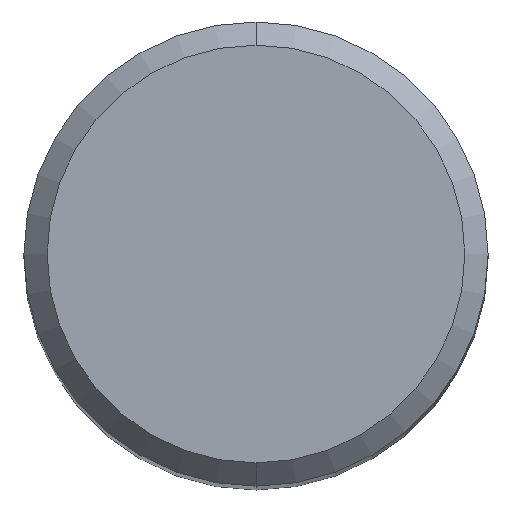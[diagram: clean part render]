
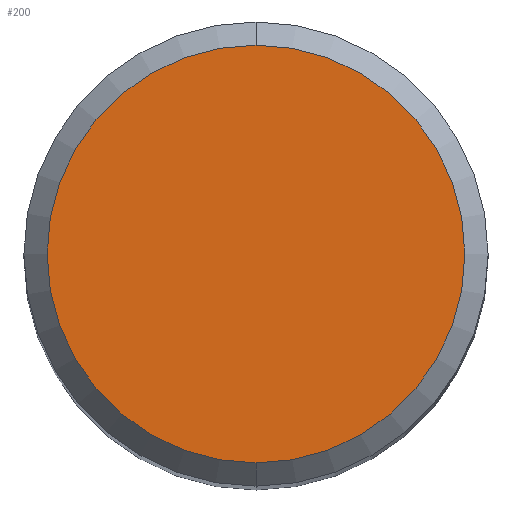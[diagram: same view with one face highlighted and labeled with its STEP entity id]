
A CAD part, top view. The second image highlights one B-rep face of the part: STEP entity #200.
In plain terms, the highlighted planar face has unit normal (0, 0, 1).
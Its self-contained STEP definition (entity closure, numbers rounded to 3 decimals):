
#200=ADVANCED_FACE('',(#503),#504,.T.);
#270=VERTEX_POINT('',#584);
#278=EDGE_CURVE('',#270,#332,#595,.T.);
#332=VERTEX_POINT('',#650);
#368=EDGE_CURVE('',#332,#270,#692,.T.);
#503=FACE_OUTER_BOUND('',#846,.T.);
#504=PLANE('',#847);
#584=CARTESIAN_POINT('',(0.0,4.5,0.0));
#595=CIRCLE('',#994,4.5);
#650=CARTESIAN_POINT('',(0.,-4.5,0.0));
#692=CIRCLE('',#1227,4.5);
#846=EDGE_LOOP('',(#1480,#1481));
#847=AXIS2_PLACEMENT_3D('',#1482,#1483,#1484);
#994=AXIS2_PLACEMENT_3D('',#1628,#1629,#1630);
#1227=AXIS2_PLACEMENT_3D('',#1704,#1705,#1706);
#1480=ORIENTED_EDGE('',*,*,#278,.F.);
#1481=ORIENTED_EDGE('',*,*,#368,.F.);
#1482=CARTESIAN_POINT('',(0.0,2.25,0.0));
#1483=DIRECTION('',(-0.0,0.0,1.0));
#1484=DIRECTION('',(0.0,-1.0,0.0));
#1628=CARTESIAN_POINT('',(0.0,0.0,0.0));
#1629=DIRECTION('',(0.0,0.0,-1.0));
#1630=DIRECTION('',(0.0,1.0,0.0));
#1704=CARTESIAN_POINT('',(0.0,0.0,0.0));
#1705=DIRECTION('',(0.0,0.0,-1.0));
#1706=DIRECTION('',(0.0,1.0,0.0));
